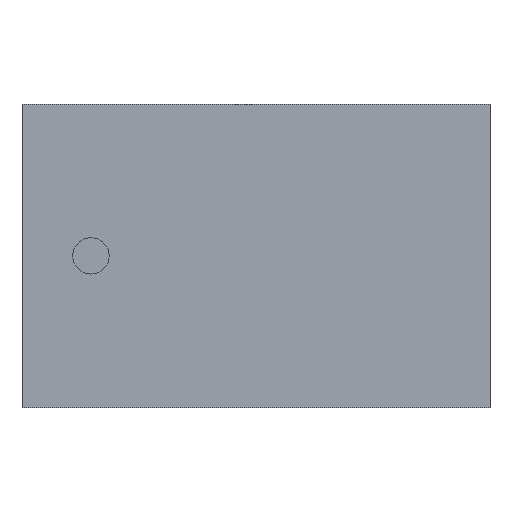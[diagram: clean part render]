
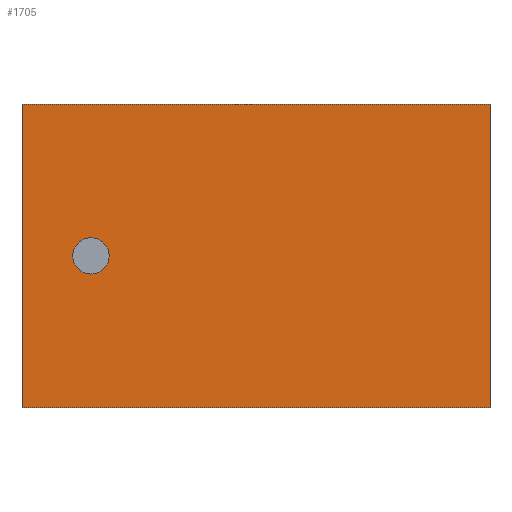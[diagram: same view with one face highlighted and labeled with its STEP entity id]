
A CAD part, top view. The second image highlights one B-rep face of the part: STEP entity #1705.
In plain terms, the highlighted planar face has unit normal (0, 0, 1).
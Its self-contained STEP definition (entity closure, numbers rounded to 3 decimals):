
#1485=CARTESIAN_POINT('',(-0.566,0.,1.124));
#1486=VERTEX_POINT('',#1485);
#1502=CARTESIAN_POINT('',(-0.706,0.,1.124));
#1503=VERTEX_POINT('',#1502);
#1510=CARTESIAN_POINT('',(-0.636,0.,1.124));
#1511=DIRECTION('',(0.0,0.0,-1.0));
#1512=DIRECTION('',(1.0,0.0,0.0));
#1513=AXIS2_PLACEMENT_3D('',#1510,#1511,#1512);
#1514=CIRCLE('',#1513,0.07);
#1515=EDGE_CURVE('',#1486,#1503,#1514,.T.);
#1526=CARTESIAN_POINT('',(-0.636,0.,1.124));
#1527=DIRECTION('',(0.0,0.0,-1.0));
#1528=DIRECTION('',(1.0,0.0,0.0));
#1529=AXIS2_PLACEMENT_3D('',#1526,#1527,#1528);
#1530=CIRCLE('',#1529,0.07);
#1531=EDGE_CURVE('',#1503,#1486,#1530,.T.);
#1599=CARTESIAN_POINT('',(0.901,0.585,1.124));
#1600=VERTEX_POINT('',#1599);
#1607=CARTESIAN_POINT('',(0.901,-0.585,1.124));
#1608=VERTEX_POINT('',#1607);
#1609=CARTESIAN_POINT('',(0.901,-0.585,1.124));
#1610=DIRECTION('',(0.0,1.0,0.0));
#1611=VECTOR('',#1610,1.169);
#1612=LINE('',#1609,#1611);
#1613=EDGE_CURVE('',#1608,#1600,#1612,.T.);
#1630=CARTESIAN_POINT('',(-0.901,0.585,1.124));
#1631=VERTEX_POINT('',#1630);
#1638=CARTESIAN_POINT('',(0.901,0.585,1.124));
#1639=DIRECTION('',(-1.0,0.0,0.0));
#1640=VECTOR('',#1639,1.802);
#1641=LINE('',#1638,#1640);
#1642=EDGE_CURVE('',#1600,#1631,#1641,.T.);
#1654=CARTESIAN_POINT('',(-0.901,-0.585,1.124));
#1655=VERTEX_POINT('',#1654);
#1662=CARTESIAN_POINT('',(-0.901,0.585,1.124));
#1663=DIRECTION('',(0.0,-1.0,0.0));
#1664=VECTOR('',#1663,1.169);
#1665=LINE('',#1662,#1664);
#1666=EDGE_CURVE('',#1631,#1655,#1665,.T.);
#1679=CARTESIAN_POINT('',(-0.901,-0.585,1.124));
#1680=DIRECTION('',(1.0,0.0,0.0));
#1681=VECTOR('',#1680,1.802);
#1682=LINE('',#1679,#1681);
#1683=EDGE_CURVE('',#1655,#1608,#1682,.T.);
#1690=CARTESIAN_POINT('',(-0.991,-0.643,1.124));
#1691=DIRECTION('',(0.0,0.0,1.0));
#1692=DIRECTION('',(1.0,0.0,0.0));
#1693=AXIS2_PLACEMENT_3D('',#1690,#1691,#1692);
#1694=PLANE('',#1693);
#1695=ORIENTED_EDGE('',*,*,#1666,.T.);
#1696=ORIENTED_EDGE('',*,*,#1683,.T.);
#1697=ORIENTED_EDGE('',*,*,#1613,.T.);
#1698=ORIENTED_EDGE('',*,*,#1642,.T.);
#1699=EDGE_LOOP('',(#1695,#1696,#1697,#1698));
#1700=FACE_OUTER_BOUND('',#1699,.T.);
#1701=ORIENTED_EDGE('',*,*,#1515,.T.);
#1702=ORIENTED_EDGE('',*,*,#1531,.T.);
#1703=EDGE_LOOP('',(#1701,#1702));
#1704=FACE_BOUND('',#1703,.T.);
#1705=ADVANCED_FACE('',(#1700,#1704),#1694,.T.);
